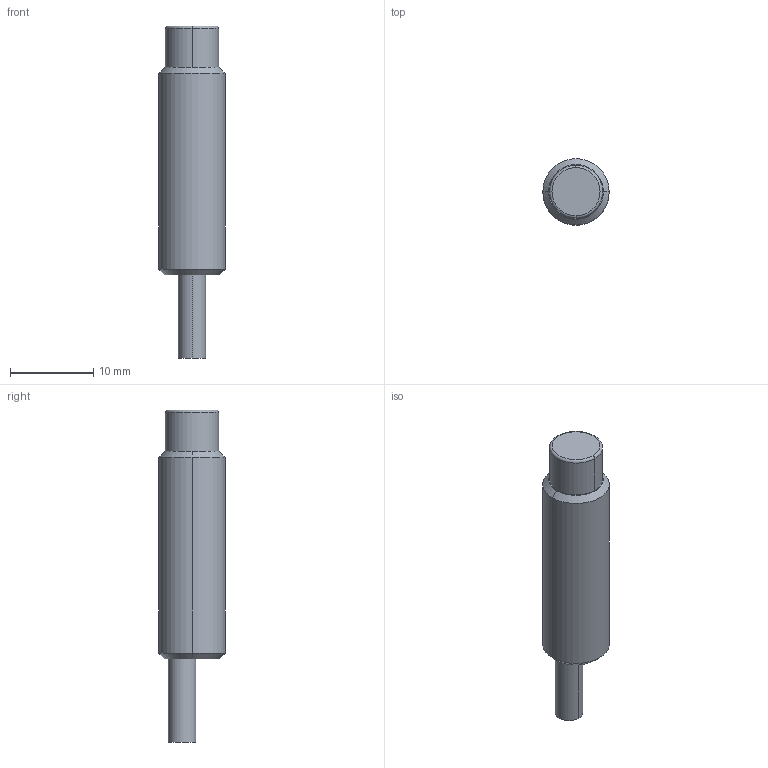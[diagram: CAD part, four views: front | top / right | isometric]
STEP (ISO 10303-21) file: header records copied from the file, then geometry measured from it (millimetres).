
FILE_DESCRIPTION((''),'2;1');
FILE_NAME('DM_CAD-6099_03ADL5_12_SW0001','2018-10-10T',('creinig-se'),(''),'PRO/ENGINEER BY PARAMETRIC TECHNOLOGY CORPORATION, 2015440','PRO/ENGINEER BY PARAMETRIC TECHNOLOGY CORPORATION, 2015440','');
FILE_SCHEMA(('CONFIG_CONTROL_DESIGN'));
Length unit declared in the file: millimetre
Products named in the file (1): DM_CAD-6099_03ADL5_12_SW0001
Bounding box: 8 x 8 x 40 mm (x, y, z)
Volume: 1490.4 mm3; surface area: 961.1 mm2
Topology: 1 solids, 2 shells, 23 faces, 97 edges, 130 vertices
Faces by surface type: cylinder 10, cone 6, plane 5, torus 2
Entity records: 1285 total; most frequent: DIRECTION 191, CARTESIAN_POINT 149, ORIENTED_EDGE 92, PRESENTATION_STYLE_ASSIGNMENT 75, STYLED_ITEM 75, AXIS2_PLACEMENT_3D 70, CURVE_STYLE 52, VECTOR 51
